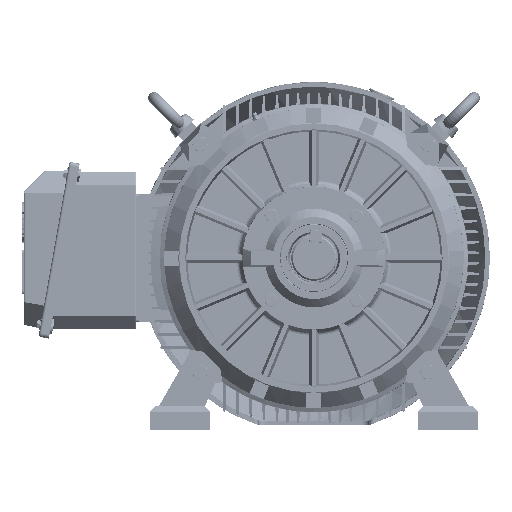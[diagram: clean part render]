
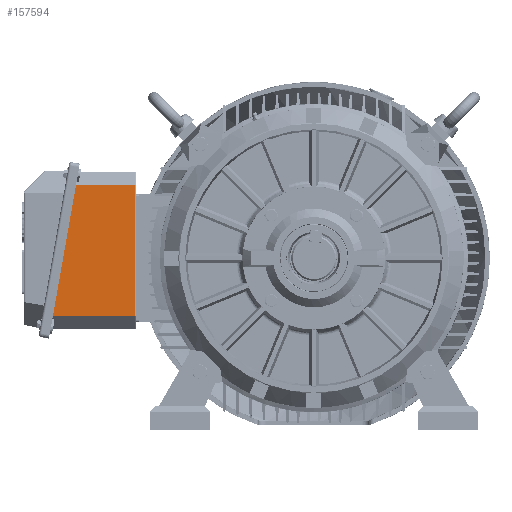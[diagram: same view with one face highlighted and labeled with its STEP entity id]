
A CAD part, left-side view. The second image highlights one B-rep face of the part: STEP entity #157594.
In plain terms, the highlighted face is planar.
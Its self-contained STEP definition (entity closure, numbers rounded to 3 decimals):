
#92948 = CARTESIAN_POINT ( 'NONE',  ( 17.929, 2., -120. ) ) ;
#92953 = DIRECTION ( 'NONE',  ( 0., -1., 0. ) ) ;
#92954 = VECTOR ( 'NONE', #92953, 1000. ) ;
#92955 = CARTESIAN_POINT ( 'NONE',  ( 17.929, 0., -120. ) ) ;
#92956 = LINE ( 'NONE', #92955, #92954 ) ;
#93020 = CARTESIAN_POINT ( 'NONE',  ( 17.929, 80.201, -120. ) ) ;
#93021 = DIRECTION ( 'NONE',  ( 0.985, 0.174, 0. ) ) ;
#93022 = VECTOR ( 'NONE', #93021, 1000. ) ;
#93023 = CARTESIAN_POINT ( 'NONE',  ( -13.175, 74.717, -120. ) ) ;
#93024 = LINE ( 'NONE', #93023, #93022 ) ;
#93031 = CARTESIAN_POINT ( 'NONE',  ( 191.683, 110.839, -120. ) ) ;
#93176 = DIRECTION ( 'NONE',  ( 0., 1., 0. ) ) ;
#93177 = VECTOR ( 'NONE', #93176, 1000. ) ;
#93178 = CARTESIAN_POINT ( 'NONE',  ( 191.683, 0., -120. ) ) ;
#93179 = LINE ( 'NONE', #93178, #93177 ) ;
#93181 = CARTESIAN_POINT ( 'NONE',  ( 191.683, 2., -120. ) ) ;
#93768 = AXIS2_PLACEMENT_3D ( 'NONE', #93830, #93829, #93828 ) ;
#93769 = FACE_OUTER_BOUND ( 'NONE', #157595, .T. ) ;
#93776 = PLANE ( 'NONE',  #93768 ) ;
#93820 = DIRECTION ( 'NONE',  ( -1., 0., 0. ) ) ;
#93821 = VECTOR ( 'NONE', #93820, 1000. ) ;
#93822 = CARTESIAN_POINT ( 'NONE',  ( 17.929, 2., -120. ) ) ;
#93823 = LINE ( 'NONE', #93822, #93821 ) ;
#93828 = DIRECTION ( 'NONE',  ( -1., 0., 0. ) ) ;
#93829 = DIRECTION ( 'NONE',  ( 0., 0., -1. ) ) ;
#93830 = CARTESIAN_POINT ( 'NONE',  ( 0., 0., -120. ) ) ;
#157170 = EDGE_CURVE ( 'NONE', #157203, #157172, #92956, .T. ) ;
#157172 = VERTEX_POINT ( 'NONE', #92948 ) ;
#157197 = VERTEX_POINT ( 'NONE', #93031 ) ;
#157201 = EDGE_CURVE ( 'NONE', #157203, #157197, #93024, .T. ) ;
#157203 = VERTEX_POINT ( 'NONE', #93020 ) ;
#157284 = VERTEX_POINT ( 'NONE', #93181 ) ;
#157288 = EDGE_CURVE ( 'NONE', #157284, #157197, #93179, .T. ) ;
#157594 = ADVANCED_FACE ( 'NONE', ( #93769 ), #93776, .T. ) ;
#157595 = EDGE_LOOP ( 'NONE', ( #157598, #157600, #157604, #157607 ) ) ;
#157598 = ORIENTED_EDGE ( 'NONE', *, *, #157288, .F. ) ;
#157600 = ORIENTED_EDGE ( 'NONE', *, *, #157602, .T. ) ;
#157602 = EDGE_CURVE ( 'NONE', #157284, #157172, #93823, .T. ) ;
#157604 = ORIENTED_EDGE ( 'NONE', *, *, #157170, .F. ) ;
#157607 = ORIENTED_EDGE ( 'NONE', *, *, #157201, .T. ) ;
